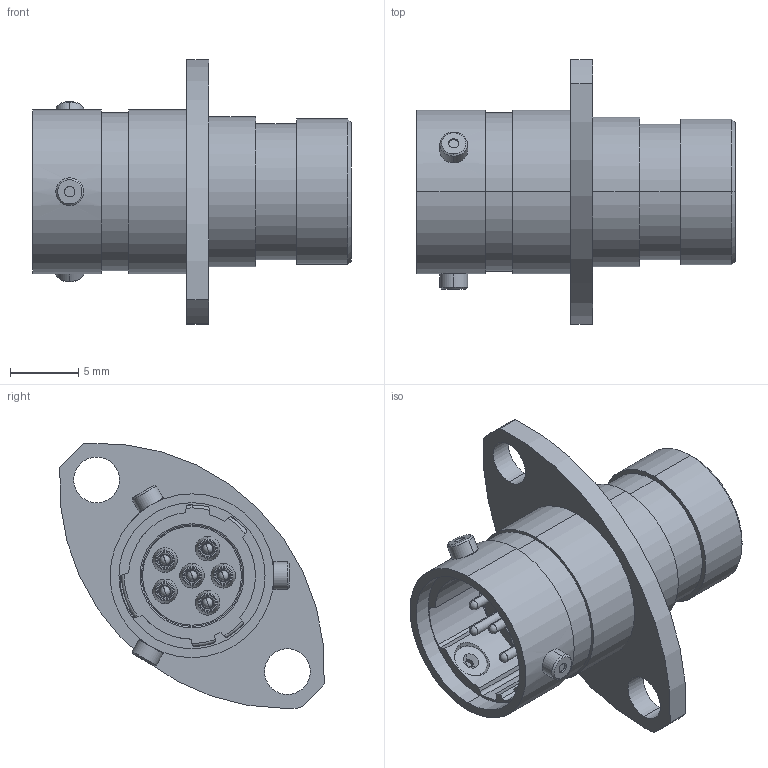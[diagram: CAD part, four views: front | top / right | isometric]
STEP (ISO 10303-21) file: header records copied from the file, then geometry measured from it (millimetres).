
FILE_DESCRIPTION (( 'STEP AP214' ), '1' );
FILE_NAME ('AS007-35PA.STEP', '2020-01-22T16:48:13', ( 'TE Connectivity' ), ( 'TE Connectivity' ), 'SwSTEP 2.0', 'SolidWorks 2016', '' );
FILE_SCHEMA (( 'AUTOMOTIVE_DESIGN' ));
Length unit declared in the file: millimetre
Products named in the file (1): AS007-35PA
Bounding box: 23.3 x 19.35 x 19.38 mm (x, y, z)
Volume: 1968.3 mm3; surface area: 3804.2 mm2
Topology: 15 solids, 15 shells, 698 faces, 1488 edges, 862 vertices
Faces by surface type: cylinder 249, torus 222, plane 109, cone 104, sphere 14
Entity records: 27217 total; most frequent: DIRECTION 3847, CARTESIAN_POINT 3601, ORIENTED_EDGE 2932, AXIS2_PLACEMENT_3D 1720, EDGE_CURVE 1466, CIRCLE 1021, VERTEX_POINT 860, EDGE_LOOP 812
